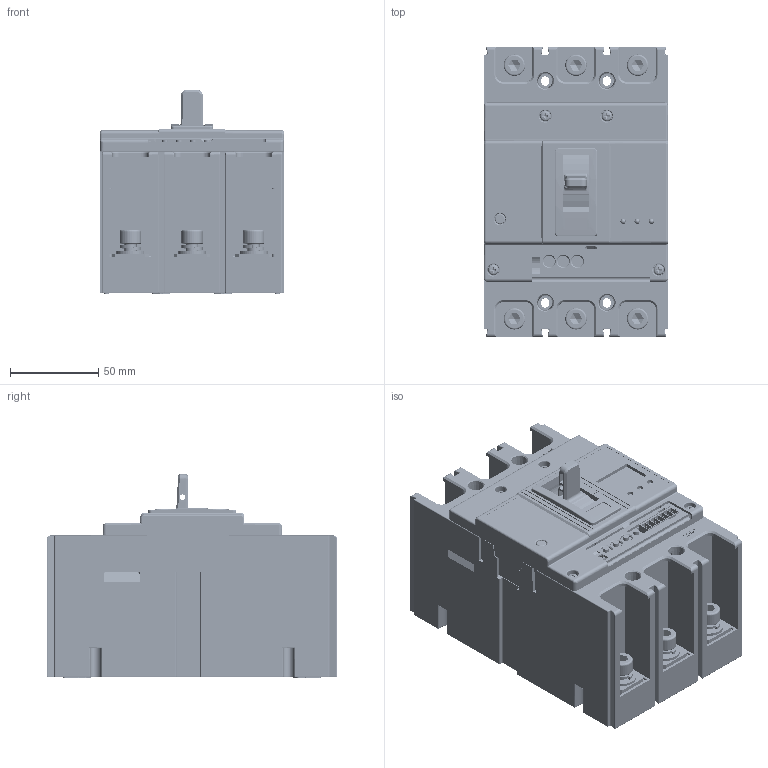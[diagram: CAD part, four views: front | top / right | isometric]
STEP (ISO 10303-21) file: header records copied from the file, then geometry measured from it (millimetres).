
FILE_DESCRIPTION(/* description */ (''),/* implementation_level */ '2;1');
FILE_NAME(/* name */ 'model1.stp',/* time_stamp */ '2024-02-27T08:11:28+08:00',/* author */ (''),/* organization */ (''),/* preprocessor_version */ 'ST-DEVELOPER v11',/* originating_system */ 'SIEMENS UGS NX 6.0',/* authorisation */ '');
FILE_SCHEMA (('CONFIG_CONTROL_DESIGN'));
Products named in the file (1): Admi3927hn06
Bounding box: 105 x 165 x 116 mm (x, y, z)
Volume: 856232.6 mm3; surface area: 358923.7 mm2
Topology: 51 solids, 62 shells, 4555 faces, 12366 edges, 7990 vertices
Faces by surface type: plane 2821, cylinder 1205, torus 132, extrusion 117, bspline 114, cone 93, sphere 63, revolution 10
Full cylindrical faces by diameter (mm): 0.5 x40, 2 x1, 2.659 x8, 2.8 x12, 3 x117, 3.2 x16, 3.3 x5, 3.4 x5, 3.5 x5, 3.8 x15, 4 x10, 4.2 x2, 4.3 x2, 4.5 x4, 4.6 x16, 5.2 x3, 5.3 x1, 5.5 x2, 5.8 x1, 5.85 x4, 6 x3, 6.3 x2, 6.5 x11, 7 x17, 7.5 x6, 8 x4, 8.05 x2, 8.2 x3, 8.5 x6, 12.2 x6
Entity records: 201918 total; most frequent: CARTESIAN_POINT 91780, ORIENTED_EDGE 22984, DIRECTION 21908, EDGE_CURVE 11492, VECTOR 8266, LINE 8149, VERTEX_POINT 7619, AXIS2_PLACEMENT_3D 6816
